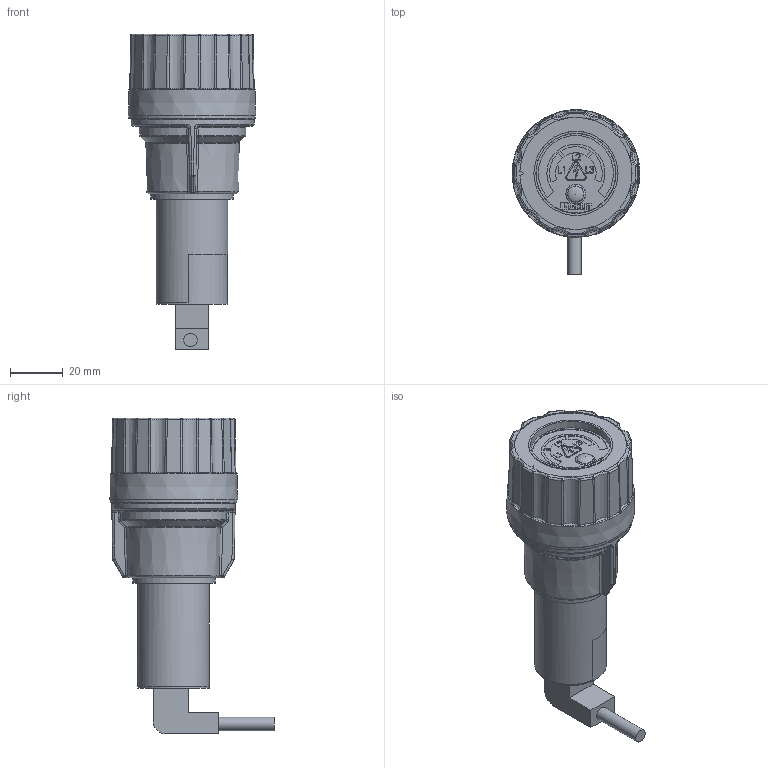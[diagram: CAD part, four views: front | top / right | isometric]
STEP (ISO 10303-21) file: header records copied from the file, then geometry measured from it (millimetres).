
FILE_DESCRIPTION(/* description */ (''),/* implementation_level */ '2;1');
FILE_NAME(/* name */ 'Verisafe Indicator Module FINAL_x_t.stp',/* time_stamp */ '2017-02-15T10:43:54-05:00',/* author */ (''),/* organization */ (''),/* preprocessor_version */ 'ST-DEVELOPER v15',/* originating_system */ 'SIEMENS PLM Software NX 8.5',/* authorisation */ '');
FILE_SCHEMA (('CONFIG_CONTROL_DESIGN'));
Length unit declared in the file: millimetre
Products named in the file (1): Verisafe Indicator Module FINAL_x_t
Bounding box: 48.58 x 62.44 x 120.16 mm (x, y, z)
Volume: 115309.4 mm3; surface area: 18623.4 mm2
Topology: 1 solids, 3 shells, 498 faces, 1211 edges, 736 vertices
Faces by surface type: plane 185, bspline 158, cylinder 41, torus 40, extrusion 37, cone 26, sphere 8, revolution 3
Full cylindrical faces by diameter (mm): 5.102 x1, 27.163 x1, 27.294 x1, 31.314 x1, 48.26 x1
Entity records: 18828 total; most frequent: CARTESIAN_POINT 8365, ORIENTED_EDGE 2350, DIRECTION 1826, EDGE_CURVE 1175, VERTEX_POINT 728, AXIS2_PLACEMENT_3D 671, EDGE_LOOP 541, ADVANCED_FACE 498
